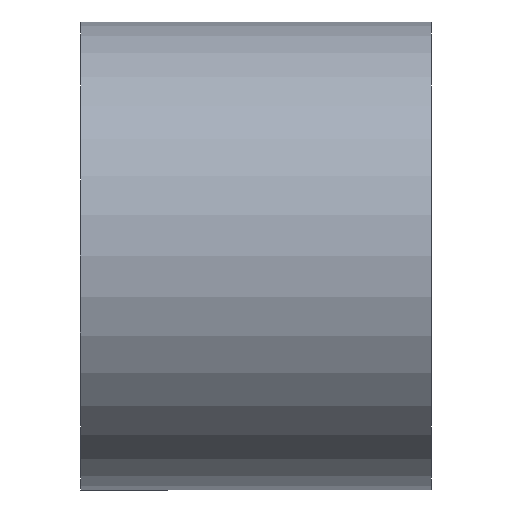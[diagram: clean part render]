
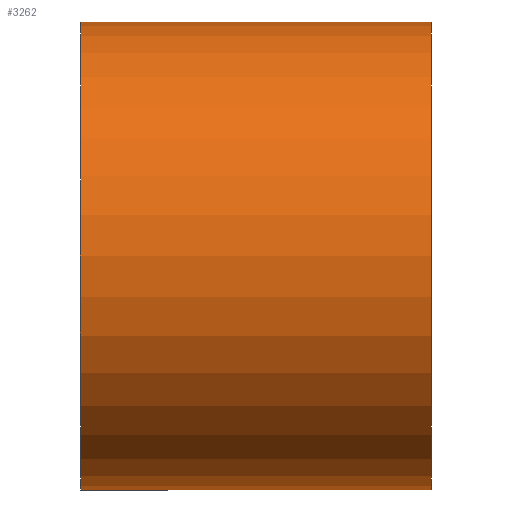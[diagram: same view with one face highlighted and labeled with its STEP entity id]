
A CAD part, left-side view. The second image highlights one B-rep face of the part: STEP entity #3262.
In plain terms, the highlighted cylindrical face has radius 20 mm (diameter 40 mm), a partial arc.
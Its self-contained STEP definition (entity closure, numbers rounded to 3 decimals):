
#465 = ORIENTED_EDGE ( 'NONE', *, *, #6389, .F. ) ;
#486 = DIRECTION ( 'NONE',  ( 0., 1., 0. ) ) ;
#1001 = VERTEX_POINT ( 'NONE', #6628 ) ;
#1021 = CARTESIAN_POINT ( 'NONE',  ( 0., 0., -20. ) ) ;
#1128 = DIRECTION ( 'NONE',  ( 0., 1., 0. ) ) ;
#1153 = LINE ( 'NONE', #2444, #12739 ) ;
#2097 = CARTESIAN_POINT ( 'NONE',  ( 0., 30., 0. ) ) ;
#2444 = CARTESIAN_POINT ( 'NONE',  ( 0., 30., 20. ) ) ;
#3262 = ADVANCED_FACE ( 'NONE', ( #5894 ), #7684, .T. ) ;
#3421 = DIRECTION ( 'NONE',  ( 0., 0., 1. ) ) ;
#4367 = CARTESIAN_POINT ( 'NONE',  ( 0., 30., -20. ) ) ;
#4596 = CARTESIAN_POINT ( 'NONE',  ( 0., 30., -20. ) ) ;
#5378 = EDGE_CURVE ( 'NONE', #1001, #12346, #1153, .T. ) ;
#5496 = LINE ( 'NONE', #4596, #10978 ) ;
#5553 = VERTEX_POINT ( 'NONE', #4367 ) ;
#5890 = CIRCLE ( 'NONE', #11507, 20. ) ;
#5894 = FACE_OUTER_BOUND ( 'NONE', #7473, .T. ) ;
#6155 = AXIS2_PLACEMENT_3D ( 'NONE', #15432, #486, #12972 ) ;
#6195 = CARTESIAN_POINT ( 'NONE',  ( 0., 0., 0. ) ) ;
#6215 = EDGE_CURVE ( 'NONE', #5553, #12346, #15482, .T. ) ;
#6389 = EDGE_CURVE ( 'NONE', #6482, #5553, #5496, .T. ) ;
#6482 = VERTEX_POINT ( 'NONE', #1021 ) ;
#6628 = CARTESIAN_POINT ( 'NONE',  ( 0., 0., 20. ) ) ;
#7459 = DIRECTION ( 'NONE',  ( 0., 0., 1. ) ) ;
#7473 = EDGE_LOOP ( 'NONE', ( #465, #12841, #13559, #10828 ) ) ;
#7526 = DIRECTION ( 'NONE',  ( 0., 1., 0. ) ) ;
#7684 = CYLINDRICAL_SURFACE ( 'NONE', #11485, 20. ) ;
#10423 = CARTESIAN_POINT ( 'NONE',  ( 0., 30., 20. ) ) ;
#10828 = ORIENTED_EDGE ( 'NONE', *, *, #6215, .F. ) ;
#10978 = VECTOR ( 'NONE', #13240, 1000. ) ;
#11485 = AXIS2_PLACEMENT_3D ( 'NONE', #2097, #14648, #3421 ) ;
#11507 = AXIS2_PLACEMENT_3D ( 'NONE', #6195, #7526, #7459 ) ;
#12346 = VERTEX_POINT ( 'NONE', #10423 ) ;
#12739 = VECTOR ( 'NONE', #1128, 1000. ) ;
#12841 = ORIENTED_EDGE ( 'NONE', *, *, #13236, .T. ) ;
#12972 = DIRECTION ( 'NONE',  ( 0., 0., 1. ) ) ;
#13236 = EDGE_CURVE ( 'NONE', #6482, #1001, #5890, .T. ) ;
#13240 = DIRECTION ( 'NONE',  ( 0., 1., 0. ) ) ;
#13559 = ORIENTED_EDGE ( 'NONE', *, *, #5378, .T. ) ;
#14648 = DIRECTION ( 'NONE',  ( 0., 1., 0. ) ) ;
#15432 = CARTESIAN_POINT ( 'NONE',  ( 0., 30., 0. ) ) ;
#15482 = CIRCLE ( 'NONE', #6155, 20. ) ;
